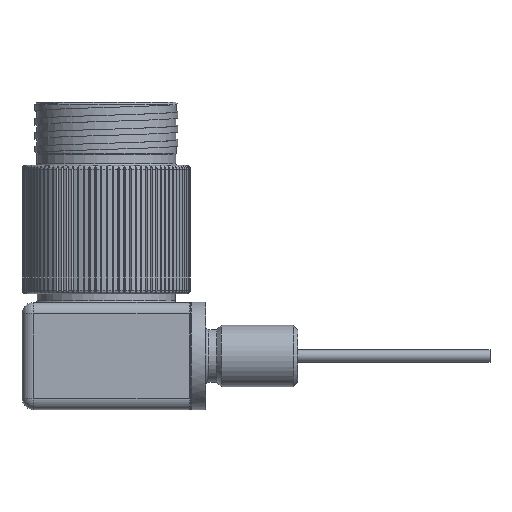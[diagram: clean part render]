
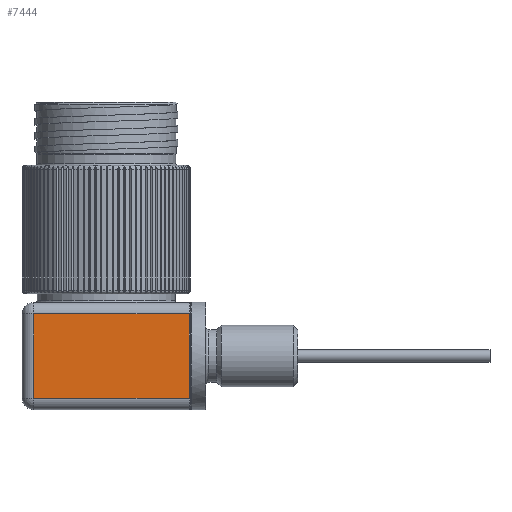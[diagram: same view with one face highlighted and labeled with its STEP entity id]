
A CAD part, left-side view. The second image highlights one B-rep face of the part: STEP entity #7444.
In plain terms, the highlighted planar face has unit normal (-1, 0, 0).
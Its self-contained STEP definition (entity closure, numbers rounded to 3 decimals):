
#561=LINE('',#10750,#913);
#562=LINE('',#10752,#914);
#563=LINE('',#10754,#915);
#564=LINE('',#10755,#916);
#913=VECTOR('',#8916,1000.);
#914=VECTOR('',#8917,1000.);
#915=VECTOR('',#8918,1000.);
#916=VECTOR('',#8919,1000.);
#1451=FACE_OUTER_BOUND('',#1885,.T.);
#1885=EDGE_LOOP('',(#4693,#4694,#4695,#4696));
#2707=VERTEX_POINT('',#10748);
#2708=VERTEX_POINT('',#10749);
#2709=VERTEX_POINT('',#10751);
#2710=VERTEX_POINT('',#10753);
#3479=EDGE_CURVE('',#2707,#2708,#561,.T.);
#3480=EDGE_CURVE('',#2708,#2709,#562,.T.);
#3481=EDGE_CURVE('',#2709,#2710,#563,.T.);
#3482=EDGE_CURVE('',#2710,#2707,#564,.T.);
#4693=ORIENTED_EDGE('',*,*,#3479,.T.);
#4694=ORIENTED_EDGE('',*,*,#3480,.T.);
#4695=ORIENTED_EDGE('',*,*,#3481,.T.);
#4696=ORIENTED_EDGE('',*,*,#3482,.T.);
#6759=PLANE('',#7977);
#7444=ADVANCED_FACE('',(#1451),#6759,.T.);
#7977=AXIS2_PLACEMENT_3D('',#10747,#8914,#8915);
#8914=DIRECTION('center_axis',(-1.,0.,0.));
#8915=DIRECTION('ref_axis',(0.,0.,1.));
#8916=DIRECTION('',(0.,-1.,0.));
#8917=DIRECTION('',(0.,0.,1.));
#8918=DIRECTION('',(0.,1.,0.));
#8919=DIRECTION('',(0.,0.,-1.));
#10747=CARTESIAN_POINT('Origin',(-17.463,0.,27.331));
#10748=CARTESIAN_POINT('',(-17.463,15.081,-8.381));
#10749=CARTESIAN_POINT('',(-17.463,-17.209,-8.381));
#10750=CARTESIAN_POINT('',(-17.463,-17.463,-8.381));
#10751=CARTESIAN_POINT('',(-17.463,-17.209,9.069));
#10752=CARTESIAN_POINT('',(-17.463,-17.209,27.331));
#10753=CARTESIAN_POINT('',(-17.463,15.081,9.069));
#10754=CARTESIAN_POINT('',(-17.463,15.081,9.069));
#10755=CARTESIAN_POINT('',(-17.463,15.081,27.331));
